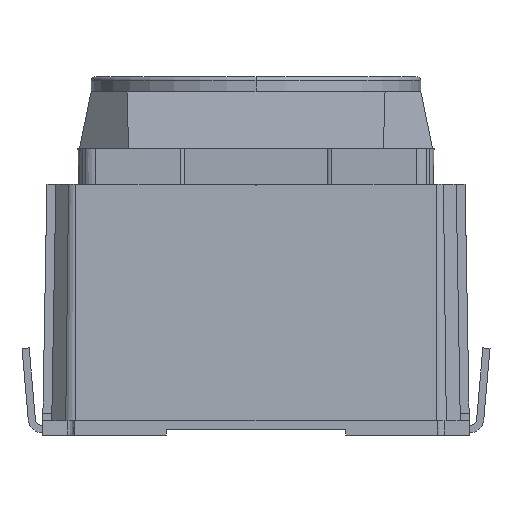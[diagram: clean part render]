
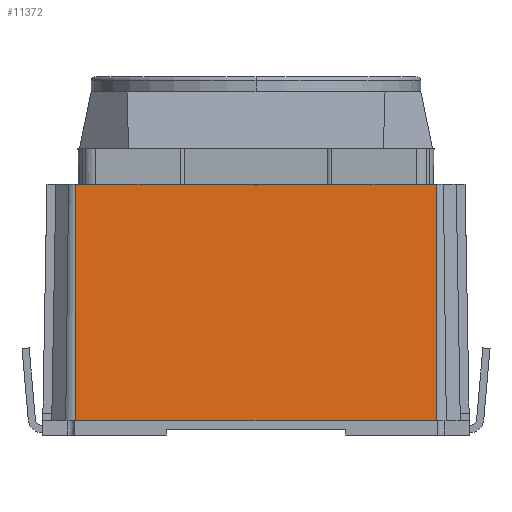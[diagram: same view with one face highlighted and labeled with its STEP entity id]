
A CAD part, left-side view. The second image highlights one B-rep face of the part: STEP entity #11372.
In plain terms, the highlighted planar face has unit normal (-1, 0, 0.018).
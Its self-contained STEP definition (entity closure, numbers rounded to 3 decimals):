
#229 = CARTESIAN_POINT ( 'NONE',  ( -2.997, 2.517, 1.846 ) ) ;
#319 = CARTESIAN_POINT ( 'NONE',  ( -2.939, 0.005, 5.136 ) ) ;
#345 = CARTESIAN_POINT ( 'NONE',  ( -2.939, 0.005, 5.146 ) ) ;
#373 = CARTESIAN_POINT ( 'NONE',  ( -2.939, -0.005, 5.146 ) ) ;
#378 = CARTESIAN_POINT ( 'NONE',  ( -2.939, -2.517, 5.146 ) ) ;
#421 = CARTESIAN_POINT ( 'NONE',  ( -2.997, -2.517, 1.846 ) ) ;
#452 = CARTESIAN_POINT ( 'NONE',  ( -2.939, -0.005, 5.136 ) ) ;
#471 = CARTESIAN_POINT ( 'NONE',  ( -2.939, 2.517, 5.146 ) ) ;
#1074 = DIRECTION ( 'NONE',  ( 0.017, 0., 1. ) ) ;
#1098 = DIRECTION ( 'NONE',  ( 0.017, 0., 1. ) ) ;
#1099 = CARTESIAN_POINT ( 'NONE',  ( -3., -2.517, 1.646 ) ) ;
#1100 = LINE ( 'NONE', #1099, #7001 ) ;
#1139 = LINE ( 'NONE', #1140, #7005 ) ;
#1140 = CARTESIAN_POINT ( 'NONE',  ( -3., 0.005, 1.646 ) ) ;
#1141 = LINE ( 'NONE', #1142, #7006 ) ;
#1142 = CARTESIAN_POINT ( 'NONE',  ( -2.939, 1.81, 5.136 ) ) ;
#1143 = DIRECTION ( 'NONE',  ( -0.017, 0., -1. ) ) ;
#1144 = DIRECTION ( 'NONE',  ( 0., -1., 0. ) ) ;
#1159 = DIRECTION ( 'NONE',  ( 0.017, 0., 1. ) ) ;
#1165 = DIRECTION ( 'NONE',  ( 0., 1., 0. ) ) ;
#1174 = LINE ( 'NONE', #1360, #7008 ) ;
#1207 = LINE ( 'NONE', #1227, #7009 ) ;
#1227 = CARTESIAN_POINT ( 'NONE',  ( -3., 2.517, 1.646 ) ) ;
#1228 = LINE ( 'NONE', #1260, #7007 ) ;
#1253 = LINE ( 'NONE', #1274, #7015 ) ;
#1260 = CARTESIAN_POINT ( 'NONE',  ( -3., -0.005, 1.646 ) ) ;
#1274 = CARTESIAN_POINT ( 'NONE',  ( -2.939, 1.81, 5.146 ) ) ;
#1292 = DIRECTION ( 'NONE',  ( 0., 1., 0. ) ) ;
#1360 = CARTESIAN_POINT ( 'NONE',  ( -2.939, 1.81, 5.146 ) ) ;
#1899 = AXIS2_PLACEMENT_3D ( 'NONE', #4932, #4933, #7568 ) ;
#2611 = EDGE_CURVE ( 'NONE', #10723, #10260, #1100, .T. ) ;
#2614 = EDGE_CURVE ( 'NONE', #10207, #10164, #1139, .T. ) ;
#2615 = EDGE_CURVE ( 'NONE', #10164, #10776, #1141, .T. ) ;
#2617 = EDGE_CURVE ( 'NONE', #10776, #10251, #1228, .T. ) ;
#2618 = EDGE_CURVE ( 'NONE', #10207, #10809, #1174, .T. ) ;
#2619 = EDGE_CURVE ( 'NONE', #10018, #10809, #1207, .T. ) ;
#2625 = EDGE_CURVE ( 'NONE', #10260, #10251, #1253, .T. ) ;
#4931 = PLANE ( 'NONE',  #1899 ) ;
#4932 = CARTESIAN_POINT ( 'NONE',  ( -3., 1.81, 1.646 ) ) ;
#4933 = DIRECTION ( 'NONE',  ( -1., 0., 0.017 ) ) ;
#7001 = VECTOR ( 'NONE', #1098, 1000. ) ;
#7005 = VECTOR ( 'NONE', #1143, 1000. ) ;
#7006 = VECTOR ( 'NONE', #1144, 1000. ) ;
#7007 = VECTOR ( 'NONE', #1074, 1000. ) ;
#7008 = VECTOR ( 'NONE', #1165, 1000. ) ;
#7009 = VECTOR ( 'NONE', #1159, 1000. ) ;
#7015 = VECTOR ( 'NONE', #1292, 1000. ) ;
#7568 = DIRECTION ( 'NONE',  ( -0.017, 0., -1. ) ) ;
#9111 = LINE ( 'NONE', #9112, #9603 ) ;
#9112 = CARTESIAN_POINT ( 'NONE',  ( -2.997, 2.855, 1.846 ) ) ;
#9113 = DIRECTION ( 'NONE',  ( 0., 1., 0. ) ) ;
#9603 = VECTOR ( 'NONE', #9113, 1000. ) ;
#10018 = VERTEX_POINT ( 'NONE', #229 ) ;
#10164 = VERTEX_POINT ( 'NONE', #319 ) ;
#10207 = VERTEX_POINT ( 'NONE', #345 ) ;
#10251 = VERTEX_POINT ( 'NONE', #373 ) ;
#10260 = VERTEX_POINT ( 'NONE', #378 ) ;
#10723 = VERTEX_POINT ( 'NONE', #421 ) ;
#10776 = VERTEX_POINT ( 'NONE', #452 ) ;
#10809 = VERTEX_POINT ( 'NONE', #471 ) ;
#11372 = ADVANCED_FACE ( 'NONE', ( #17355 ), #4931, .T. ) ;
#14052 = EDGE_CURVE ( 'NONE', #10723, #10018, #9111, .T. ) ;
#14137 = EDGE_LOOP ( 'NONE', ( #15540, #15538, #15536, #15533, #15822, #15535, #15529, #15532 ) ) ;
#15529 = ORIENTED_EDGE ( 'NONE', *, *, #2617, .F. ) ;
#15532 = ORIENTED_EDGE ( 'NONE', *, *, #2615, .F. ) ;
#15533 = ORIENTED_EDGE ( 'NONE', *, *, #14052, .F. ) ;
#15535 = ORIENTED_EDGE ( 'NONE', *, *, #2625, .T. ) ;
#15536 = ORIENTED_EDGE ( 'NONE', *, *, #2619, .F. ) ;
#15538 = ORIENTED_EDGE ( 'NONE', *, *, #2618, .T. ) ;
#15540 = ORIENTED_EDGE ( 'NONE', *, *, #2614, .F. ) ;
#15822 = ORIENTED_EDGE ( 'NONE', *, *, #2611, .T. ) ;
#17355 = FACE_OUTER_BOUND ( 'NONE', #14137, .T. ) ;
